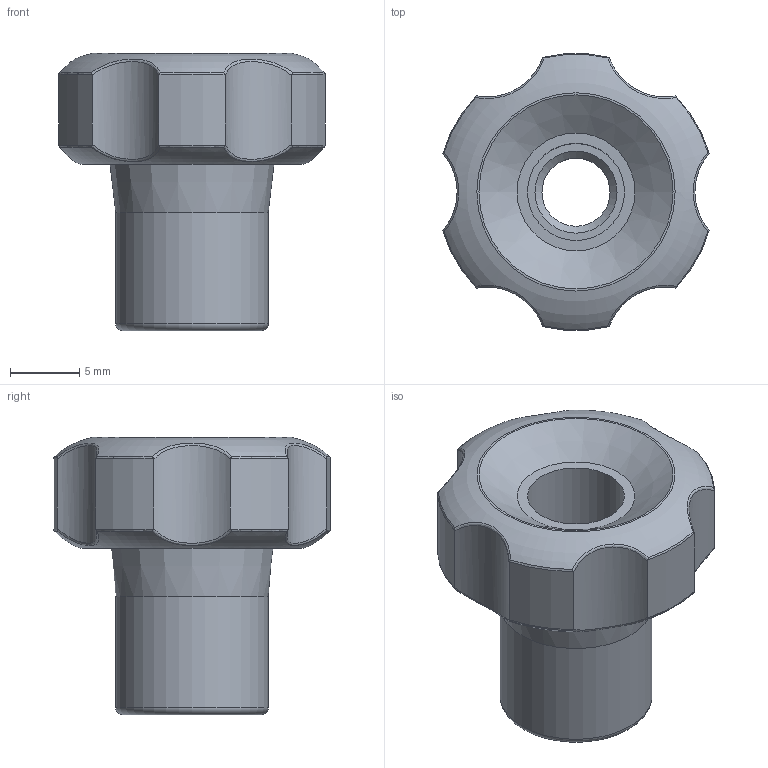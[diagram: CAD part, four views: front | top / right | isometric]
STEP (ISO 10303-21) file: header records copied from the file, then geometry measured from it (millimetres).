
FILE_DESCRIPTION( ( 'Unknown' ), '1' );
FILE_NAME( '6371410_LBX20_FP_M06.stp', 'Unknown', ( 'Unknown' ), ( 'Unknown' ), 'PSStep 14.0', 'Unknown', ' ' );
FILE_SCHEMA( ( 'AUTOMOTIVE_DESIGN { 1 0 10303 214 1 1 1 1 }' ) );
Length unit declared in the file: millimetre
Products named in the file (1): 6371410
Bounding box: 19.21 x 19.94 x 20 mm (x, y, z)
Volume: 2484.6 mm3; surface area: 1918 mm2
Topology: 1 solids, 1 shells, 56 faces, 145 edges, 96 vertices
Faces by surface type: cylinder 16, torus 16, bspline 12, plane 7, cone 5
Full cylindrical faces by diameter (mm): 4.917 x1, 7 x1, 8 x1, 11 x1
Entity records: 6252 total; most frequent: CARTESIAN_POINT 4645, ORIENTED_EDGE 254, DIRECTION 188, EDGE_CURVE 127, VERTEX_POINT 91, AXIS2_PLACEMENT_3D 88, EDGE_LOOP 76, B_SPLINE_CURVE_WITH_KNOTS 72
